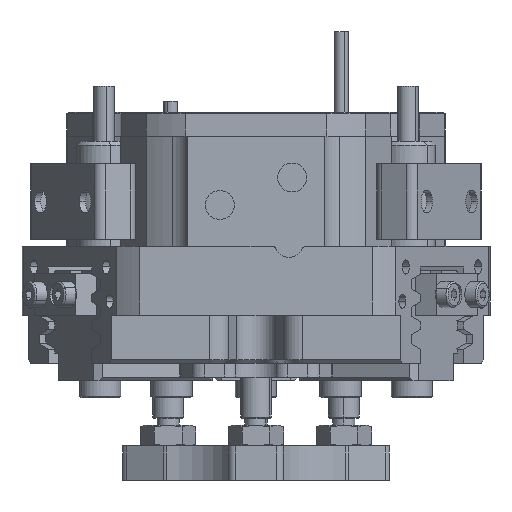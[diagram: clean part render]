
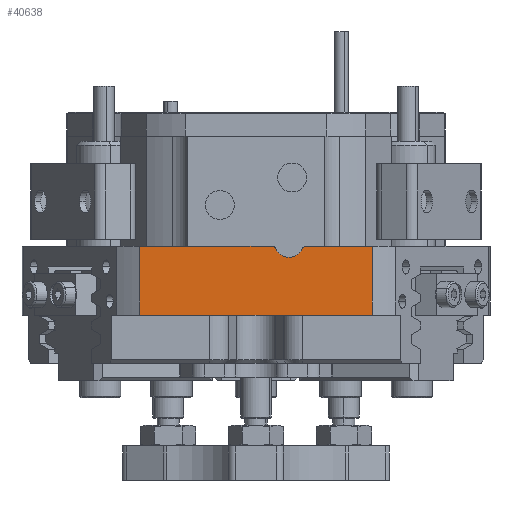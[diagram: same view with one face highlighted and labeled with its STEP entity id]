
A CAD part, front view. The second image highlights one B-rep face of the part: STEP entity #40638.
In plain terms, the highlighted planar face has unit normal (0, -1, 0).
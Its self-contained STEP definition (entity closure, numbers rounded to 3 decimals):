
#444 = DIRECTION ( 'NONE',  ( 0., -1., 0. ) ) ;
#1054 = VERTEX_POINT ( 'NONE', #22012 ) ;
#1080 = ORIENTED_EDGE ( 'NONE', *, *, #8360, .T. ) ;
#1165 = CARTESIAN_POINT ( 'NONE',  ( 16.904, -29.5, 3. ) ) ;
#1295 = ORIENTED_EDGE ( 'NONE', *, *, #33623, .T. ) ;
#1483 = CARTESIAN_POINT ( 'NONE',  ( -23.049, -29.5, 3. ) ) ;
#1958 = CARTESIAN_POINT ( 'NONE',  ( 16.904, -29.5, -14. ) ) ;
#2331 = FACE_OUTER_BOUND ( 'NONE', #33770, .T. ) ;
#2506 = EDGE_CURVE ( 'NONE', #1054, #45184, #43673, .T. ) ;
#2634 = DIRECTION ( 'NONE',  ( 0., 0., 1. ) ) ;
#3221 = DIRECTION ( 'NONE',  ( -1., 0., 0. ) ) ;
#3287 = EDGE_CURVE ( 'NONE', #12950, #25689, #41931, .T. ) ;
#4705 = CARTESIAN_POINT ( 'NONE',  ( 2.334, -29.5, 3. ) ) ;
#5151 = DIRECTION ( 'NONE',  ( 0., 0., 1. ) ) ;
#5277 = CARTESIAN_POINT ( 'NONE',  ( 7.266, -29.5, 3. ) ) ;
#6284 = VECTOR ( 'NONE', #22322, 1000. ) ;
#6599 = DIRECTION ( 'NONE',  ( 0., 0., 1. ) ) ;
#6895 = VERTEX_POINT ( 'NONE', #5277 ) ;
#7100 = ORIENTED_EDGE ( 'NONE', *, *, #43036, .F. ) ;
#8360 = EDGE_CURVE ( 'NONE', #25689, #6895, #32829, .T. ) ;
#9959 = VECTOR ( 'NONE', #5151, 1000. ) ;
#10628 = CIRCLE ( 'NONE', #24300, 0.6 ) ;
#11302 = ORIENTED_EDGE ( 'NONE', *, *, #29258, .T. ) ;
#11972 = LINE ( 'NONE', #39138, #22481 ) ;
#12724 = VERTEX_POINT ( 'NONE', #21971 ) ;
#12950 = VERTEX_POINT ( 'NONE', #23936 ) ;
#13105 = DIRECTION ( 'NONE',  ( 0., -1., 0. ) ) ;
#16837 = DIRECTION ( 'NONE',  ( 0., 0., 1. ) ) ;
#19238 = ORIENTED_EDGE ( 'NONE', *, *, #36427, .F. ) ;
#20402 = DIRECTION ( 'NONE',  ( 0., 1., 0. ) ) ;
#21971 = CARTESIAN_POINT ( 'NONE',  ( 6.718, -29.5, 2.644 ) ) ;
#22012 = CARTESIAN_POINT ( 'NONE',  ( 2.882, -29.5, 2.644 ) ) ;
#22244 = CIRCLE ( 'NONE', #39955, 2.1 ) ;
#22322 = DIRECTION ( 'NONE',  ( -1., 0., 0. ) ) ;
#22481 = VECTOR ( 'NONE', #3221, 1000. ) ;
#23251 = CARTESIAN_POINT ( 'NONE',  ( -16.904, -29.5, -7. ) ) ;
#23581 = VECTOR ( 'NONE', #44407, 1000. ) ;
#23936 = CARTESIAN_POINT ( 'NONE',  ( 16.904, -29.5, -7. ) ) ;
#24300 = AXIS2_PLACEMENT_3D ( 'NONE', #31589, #444, #34961 ) ;
#24539 = ORIENTED_EDGE ( 'NONE', *, *, #39469, .T. ) ;
#25088 = CARTESIAN_POINT ( 'NONE',  ( -16.904, -29.5, 3. ) ) ;
#25689 = VERTEX_POINT ( 'NONE', #1165 ) ;
#26485 = ORIENTED_EDGE ( 'NONE', *, *, #3287, .T. ) ;
#27005 = CARTESIAN_POINT ( 'NONE',  ( 4.8, -29.5, 3.5 ) ) ;
#27161 = CARTESIAN_POINT ( 'NONE',  ( 2.334, -29.5, 2.4 ) ) ;
#27703 = VECTOR ( 'NONE', #44432, 1000. ) ;
#29258 = EDGE_CURVE ( 'NONE', #45184, #30603, #32949, .T. ) ;
#30603 = VERTEX_POINT ( 'NONE', #25088 ) ;
#30877 = PLANE ( 'NONE',  #30963 ) ;
#30963 = AXIS2_PLACEMENT_3D ( 'NONE', #41308, #20402, #2634 ) ;
#31589 = CARTESIAN_POINT ( 'NONE',  ( 7.266, -29.5, 2.4 ) ) ;
#32829 = LINE ( 'NONE', #1483, #6284 ) ;
#32949 = LINE ( 'NONE', #40844, #23581 ) ;
#33223 = LINE ( 'NONE', #41463, #27703 ) ;
#33623 = EDGE_CURVE ( 'NONE', #30603, #43690, #33223, .T. ) ;
#33770 = EDGE_LOOP ( 'NONE', ( #7100, #45185, #11302, #1295, #19238, #26485, #1080, #24539 ) ) ;
#34384 = DIRECTION ( 'NONE',  ( 0., -1., 0. ) ) ;
#34961 = DIRECTION ( 'NONE',  ( 0., 0., 1. ) ) ;
#36427 = EDGE_CURVE ( 'NONE', #12950, #43690, #11972, .T. ) ;
#39138 = CARTESIAN_POINT ( 'NONE',  ( -23.049, -29.5, -7. ) ) ;
#39469 = EDGE_CURVE ( 'NONE', #6895, #12724, #10628, .T. ) ;
#39955 = AXIS2_PLACEMENT_3D ( 'NONE', #27005, #34384, #16837 ) ;
#40269 = AXIS2_PLACEMENT_3D ( 'NONE', #27161, #13105, #6599 ) ;
#40638 = ADVANCED_FACE ( 'NONE', ( #2331 ), #30877, .F. ) ;
#40844 = CARTESIAN_POINT ( 'NONE',  ( -23.049, -29.5, 3. ) ) ;
#41308 = CARTESIAN_POINT ( 'NONE',  ( -23.049, -29.5, -27. ) ) ;
#41463 = CARTESIAN_POINT ( 'NONE',  ( -16.904, -29.5, -14. ) ) ;
#41931 = LINE ( 'NONE', #1958, #9959 ) ;
#43036 = EDGE_CURVE ( 'NONE', #1054, #12724, #22244, .T. ) ;
#43673 = CIRCLE ( 'NONE', #40269, 0.6 ) ;
#43690 = VERTEX_POINT ( 'NONE', #23251 ) ;
#44407 = DIRECTION ( 'NONE',  ( -1., 0., 0. ) ) ;
#44432 = DIRECTION ( 'NONE',  ( 0., 0., -1. ) ) ;
#45184 = VERTEX_POINT ( 'NONE', #4705 ) ;
#45185 = ORIENTED_EDGE ( 'NONE', *, *, #2506, .T. ) ;
